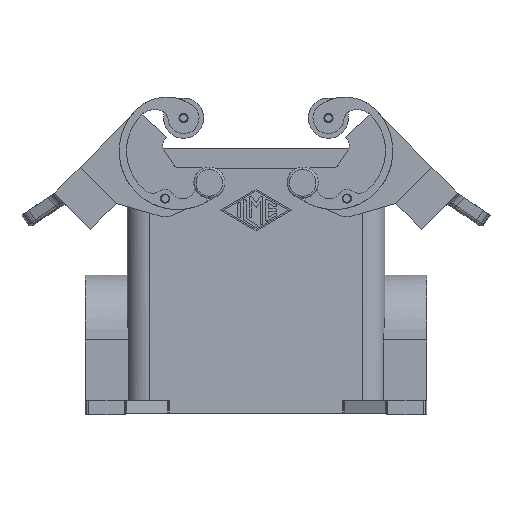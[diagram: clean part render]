
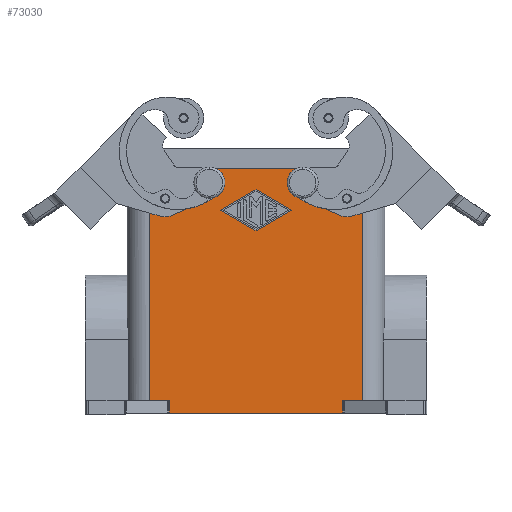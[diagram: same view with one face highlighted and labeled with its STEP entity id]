
A CAD part, front view. The second image highlights one B-rep face of the part: STEP entity #73030.
In plain terms, the highlighted planar face has unit normal (0, -1, 0).
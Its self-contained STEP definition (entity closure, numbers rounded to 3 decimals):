
#9670=CARTESIAN_POINT('',(-12.75,-21.75,17.));
#9680=VERTEX_POINT('',#9670);
#9710=CARTESIAN_POINT('',(-12.75,-21.75,19.5));
#9720=DIRECTION('',(0.,1.,0.));
#9730=DIRECTION('',(0.,0.,1.));
#9740=AXIS2_PLACEMENT_3D('',#9710,#9720,#9730);
#9750=CIRCLE('',#9740,2.5);
#9760=CARTESIAN_POINT('',(-12.75,-21.75,22.));
#9770=VERTEX_POINT('',#9760);
#9780=EDGE_CURVE('',#9680,#9770,#9750,.T.);
#19570=CARTESIAN_POINT('',(12.75,-21.75,17.));
#19580=VERTEX_POINT('',#19570);
#19610=CARTESIAN_POINT('',(12.75,-21.75,19.5));
#19620=DIRECTION('',(0.,1.,0.));
#19630=DIRECTION('',(0.,0.,1.));
#19640=AXIS2_PLACEMENT_3D('',#19610,#19620,#19630);
#19650=CIRCLE('',#19640,2.5);
#19660=CARTESIAN_POINT('',(12.75,-21.75,22.));
#19670=VERTEX_POINT('',#19660);
#19680=EDGE_CURVE('',#19580,#19670,#19650,.T.);
#70970=CARTESIAN_POINT('',(-23.791,-21.75,-40.));
#70980=VERTEX_POINT('',#70970);
#71010=CARTESIAN_POINT('',(-23.791,-21.75,-43.5));
#71020=DIRECTION('',(0.,0.,1.));
#71030=VECTOR('',#71020,3.5);
#71040=LINE('',#71010,#71030);
#71050=CARTESIAN_POINT('',(-23.791,-21.75,-43.5));
#71060=VERTEX_POINT('',#71050);
#71070=EDGE_CURVE('',#71060,#70980,#71040,.T.);
#71660=CARTESIAN_POINT('',(23.791,-21.75,-43.5));
#71670=VERTEX_POINT('',#71660);
#71700=CARTESIAN_POINT('',(23.791,-21.75,-40.));
#71710=DIRECTION('',(0.,0.,-1.));
#71720=VECTOR('',#71710,3.5);
#71730=LINE('',#71700,#71720);
#71740=CARTESIAN_POINT('',(23.791,-21.75,-40.));
#71750=VERTEX_POINT('',#71740);
#71760=EDGE_CURVE('',#71750,#71670,#71730,.T.);
#71960=CARTESIAN_POINT('',(29.25,-21.75,1.5));
#71970=DIRECTION('',(0.,-1.,0.));
#71980=DIRECTION('',(0.,0.,-1.));
#71990=AXIS2_PLACEMENT_3D('',#71960,#71970,#71980);
#72000=PLANE('',#71990);
#72010=CARTESIAN_POINT('',(-29.25,-21.75,-40.));
#72020=DIRECTION('',(1.,0.,0.));
#72030=VECTOR('',#72020,5.459);
#72040=LINE('',#72010,#72030);
#72050=CARTESIAN_POINT('',(-29.25,-21.75,-40.));
#72060=VERTEX_POINT('',#72050);
#72070=EDGE_CURVE('',#72060,#70980,#72040,.T.);
#72080=ORIENTED_EDGE('',*,*,#72070,.T.);
#72090=CARTESIAN_POINT('',(-29.25,-21.75,23.5));
#72100=DIRECTION('',(0.,0.,-1.));
#72110=VECTOR('',#72100,63.5);
#72120=LINE('',#72090,#72110);
#72130=CARTESIAN_POINT('',(-29.25,-21.75,23.5));
#72140=VERTEX_POINT('',#72130);
#72150=EDGE_CURVE('',#72140,#72060,#72120,.T.);
#72160=ORIENTED_EDGE('',*,*,#72150,.T.);
#72170=CARTESIAN_POINT('',(29.25,-21.75,23.5));
#72180=DIRECTION('',(-1.,0.,0.));
#72190=VECTOR('',#72180,58.5);
#72200=LINE('',#72170,#72190);
#72210=CARTESIAN_POINT('',(29.25,-21.75,23.5));
#72220=VERTEX_POINT('',#72210);
#72230=EDGE_CURVE('',#72220,#72140,#72200,.T.);
#72240=ORIENTED_EDGE('',*,*,#72230,.T.);
#72250=CARTESIAN_POINT('',(29.25,-21.75,23.5));
#72260=DIRECTION('',(0.,0.,-1.));
#72270=VECTOR('',#72260,63.5);
#72280=LINE('',#72250,#72270);
#72290=CARTESIAN_POINT('',(29.25,-21.75,-40.));
#72300=VERTEX_POINT('',#72290);
#72310=EDGE_CURVE('',#72220,#72300,#72280,.T.);
#72320=ORIENTED_EDGE('',*,*,#72310,.F.);
#72330=CARTESIAN_POINT('',(23.791,-21.75,-40.));
#72340=DIRECTION('',(1.,0.,0.));
#72350=VECTOR('',#72340,5.459);
#72360=LINE('',#72330,#72350);
#72370=EDGE_CURVE('',#71750,#72300,#72360,.T.);
#72380=ORIENTED_EDGE('',*,*,#72370,.T.);
#72390=ORIENTED_EDGE('',*,*,#71760,.F.);
#72400=CARTESIAN_POINT('',(23.791,-21.75,-43.5));
#72410=DIRECTION('',(-1.,0.,0.));
#72420=VECTOR('',#72410,47.581);
#72430=LINE('',#72400,#72420);
#72440=EDGE_CURVE('',#71670,#71060,#72430,.T.);
#72450=ORIENTED_EDGE('',*,*,#72440,.F.);
#72460=ORIENTED_EDGE('',*,*,#71070,.F.);
#72470=EDGE_LOOP('',(#72460,#72450,#72390,#72380,#72320,#72240,#72160,
#72080));
#72480=FACE_OUTER_BOUND('',#72470,.T.);
#72490=CARTESIAN_POINT('',(9.75,-21.75,12.));
#72500=DIRECTION('',(-0.866,0.,-0.5));
#72510=VECTOR('',#72500,11.256);
#72520=LINE('',#72490,#72510);
#72530=CARTESIAN_POINT('',(9.75,-21.75,12.));
#72540=VERTEX_POINT('',#72530);
#72550=CARTESIAN_POINT('',(0.,-21.75,6.375));
#72560=VERTEX_POINT('',#72550);
#72570=EDGE_CURVE('',#72540,#72560,#72520,.T.);
#72580=ORIENTED_EDGE('',*,*,#72570,.T.);
#72590=CARTESIAN_POINT('',(0.,-21.75,17.625));
#72600=DIRECTION('',(0.866,0.,-0.5));
#72610=VECTOR('',#72600,11.256);
#72620=LINE('',#72590,#72610);
#72630=CARTESIAN_POINT('',(0.,-21.75,17.625));
#72640=VERTEX_POINT('',#72630);
#72650=EDGE_CURVE('',#72640,#72540,#72620,.T.);
#72660=ORIENTED_EDGE('',*,*,#72650,.T.);
#72670=CARTESIAN_POINT('',(-9.75,-21.75,12.));
#72680=DIRECTION('',(0.866,0.,0.5));
#72690=VECTOR('',#72680,11.256);
#72700=LINE('',#72670,#72690);
#72710=CARTESIAN_POINT('',(-9.75,-21.75,12.));
#72720=VERTEX_POINT('',#72710);
#72730=EDGE_CURVE('',#72720,#72640,#72700,.T.);
#72740=ORIENTED_EDGE('',*,*,#72730,.T.);
#72750=CARTESIAN_POINT('',(0.,-21.75,6.375));
#72760=DIRECTION('',(-0.866,0.,0.5));
#72770=VECTOR('',#72760,11.256);
#72780=LINE('',#72750,#72770);
#72790=EDGE_CURVE('',#72560,#72720,#72780,.T.);
#72800=ORIENTED_EDGE('',*,*,#72790,.T.);
#72810=EDGE_LOOP('',(#72800,#72740,#72660,#72580));
#72820=FACE_BOUND('',#72810,.T.);
#72830=CARTESIAN_POINT('',(12.75,-21.75,19.5));
#72840=DIRECTION('',(0.,1.,0.));
#72850=DIRECTION('',(0.,0.,1.));
#72860=AXIS2_PLACEMENT_3D('',#72830,#72840,#72850);
#72870=CIRCLE('',#72860,2.5);
#72880=EDGE_CURVE('',#19670,#19580,#72870,.T.);
#72890=ORIENTED_EDGE('',*,*,#72880,.T.);
#72900=ORIENTED_EDGE('',*,*,#19680,.T.);
#72910=EDGE_LOOP('',(#72900,#72890));
#72920=FACE_BOUND('',#72910,.T.);
#72930=CARTESIAN_POINT('',(-12.75,-21.75,19.5));
#72940=DIRECTION('',(0.,1.,0.));
#72950=DIRECTION('',(0.,0.,1.));
#72960=AXIS2_PLACEMENT_3D('',#72930,#72940,#72950);
#72970=CIRCLE('',#72960,2.5);
#72980=EDGE_CURVE('',#9770,#9680,#72970,.T.);
#72990=ORIENTED_EDGE('',*,*,#72980,.T.);
#73000=ORIENTED_EDGE('',*,*,#9780,.T.);
#73010=EDGE_LOOP('',(#73000,#72990));
#73020=FACE_BOUND('',#73010,.T.);
#73030=ADVANCED_FACE('',(#72480,#72820,#72920,#73020),#72000,.T.);
